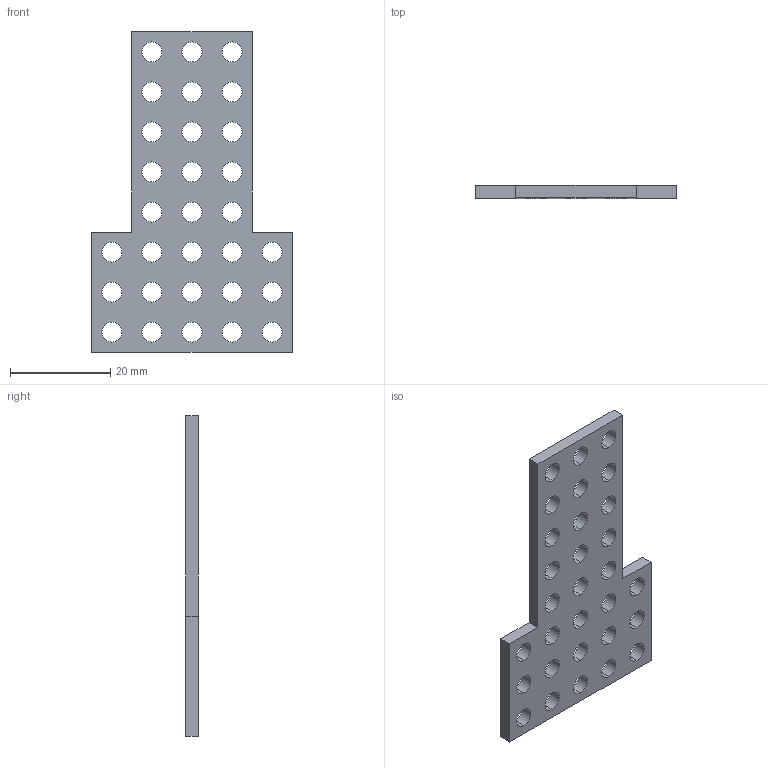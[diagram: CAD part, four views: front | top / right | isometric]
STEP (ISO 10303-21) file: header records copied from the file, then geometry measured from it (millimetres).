
FILE_DESCRIPTION (( 'STEP AP203' ), '1' );
FILE_NAME ('1126-0003-0001.STEP', '2018-03-26T15:16:34', ( '' ), ( '' ), 'SwSTEP 2.0', 'SolidWorks 2016', '' );
FILE_SCHEMA (( 'CONFIG_CONTROL_DESIGN' ));
Length unit declared in the file: millimetre
Products named in the file (1): 1126-0003-0001
Bounding box: 40 x 2.5 x 64 mm (x, y, z)
Volume: 3857.5 mm3; surface area: 4548.5 mm2
Topology: 1 solids, 1 shells, 70 faces, 204 edges, 136 vertices
Faces by surface type: cylinder 60, plane 10
Entity records: 2585 total; most frequent: DIRECTION 466, CARTESIAN_POINT 411, ORIENTED_EDGE 408, EDGE_CURVE 204, AXIS2_PLACEMENT_3D 191, VERTEX_POINT 136, EDGE_LOOP 130, CIRCLE 120
